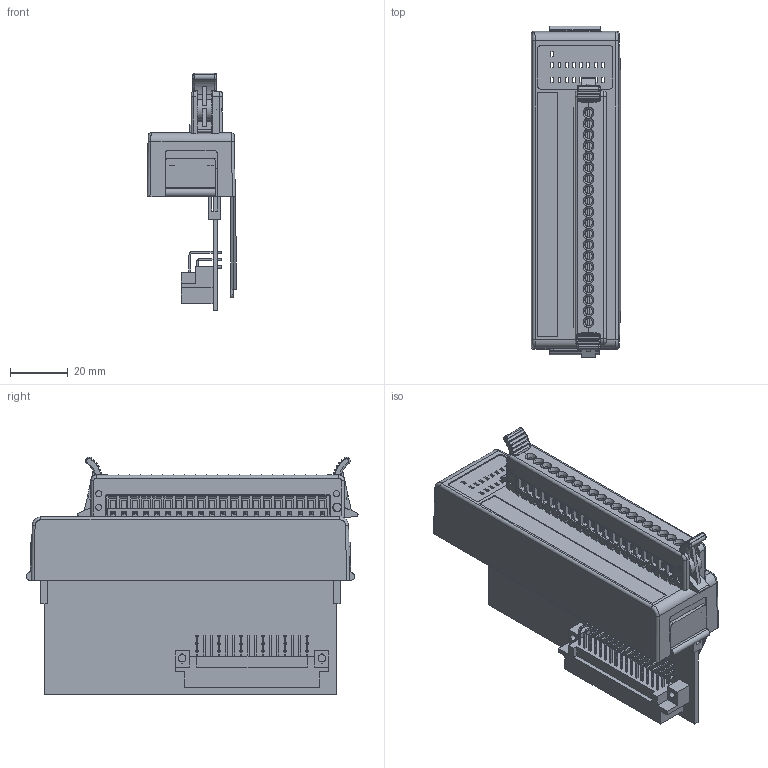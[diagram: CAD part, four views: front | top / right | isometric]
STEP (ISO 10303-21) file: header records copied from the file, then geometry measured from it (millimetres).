
FILE_DESCRIPTION (( 'STEP AP203' ), '1' );
FILE_NAME ('I-8055.STEP', '2022-02-14T08:07:40', ( 'Windows 使用者' ), ( '' ), 'SwSTEP 2.0', 'SolidWorks 2020', '' );
FILE_SCHEMA (( 'CONFIG_CONTROL_DESIGN' ));
Length unit declared in the file: millimetre
Products named in the file (13): I-8055; ｸGPCB_1; M2.6x8L; 4PCA-EB20G; ME030-38120; 8000-2io-03-Part-2_1; 4SIPC-EB20AG; (X_T)Molex-48pin-90D_1; 38116; 組合件1_1; MC520-38120O; 4SAPP-EB01; 4SIPC-EB20BG
Assembly tree (15 placements, depth 3):
  I-8055
    組合件1_1
      38116
      8000-2io-03-Part-2_1  x2
    ｸGPCB_1
    (X_T)Molex-48pin-90D_1
    4PCA-EB20G
      MC520-38120O
      4SIPC-EB20BG
      4SIPC-EB20AG
      4SAPP-EB01  x2
      M2.6x8L  x2
    ME030-38120
Bounding box: 31.06 x 114.76 x 82.16 mm (x, y, z)
Volume: 33232 mm3; surface area: 66098.2 mm2
Topology: 9 solids, 13 shells, 3953 faces, 10372 edges, 6740 vertices
Faces by surface type: plane 3273, cylinder 570, cone 64, torus 42, bspline 4
Entity records: 118359 total; most frequent: CARTESIAN_POINT 21240, ORIENTED_EDGE 20086, DIRECTION 19268, EDGE_CURVE 10043, LINE 8252, VECTOR 8252, VERTEX_POINT 6526, AXIS2_PLACEMENT_3D 5508
